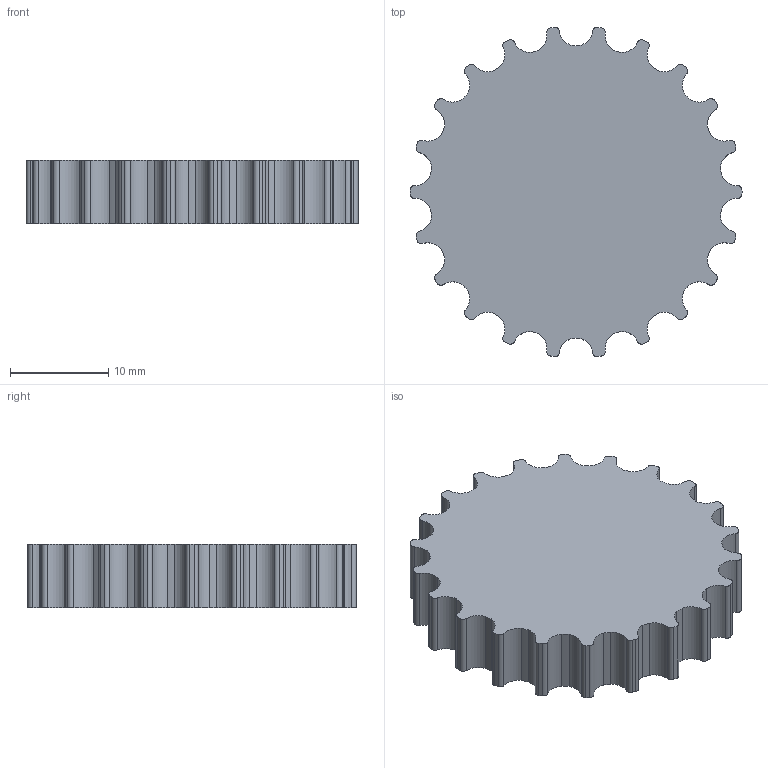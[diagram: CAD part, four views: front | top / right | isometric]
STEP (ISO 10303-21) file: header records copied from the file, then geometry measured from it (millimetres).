
FILE_DESCRIPTION(/* description */ ('STEP AP242','CAx-IF Rec.Pracs.---Representation and Presentation of Product Manufacturing Information (PMI)---4.0---2014-10-13','CAx-IF Rec.Pracs.---3D Tessellated Geometry---0.4---2014-09-14','2;1'),/* implementation_level */ '2;1');
FILE_NAME(/* name */ '634708e28ea07e070f6d57d4',/* time_stamp */ '2022-10-12T18:35:14+00:00',/* author */ (''),/* organization */ (''),/* preprocessor_version */ 'ST-DEVELOPER v18.102',/* originating_system */ ' ',/* authorisation */ ' ');
FILE_SCHEMA (('AP242_MANAGED_MODEL_BASED_3D_ENGINEERING_MIM_LF { 1 0 10303 442 1 1 4 }'));
Length unit declared in the file: metre
Products named in the file (1): Part 1
Bounding box: 33.87 x 33.59 x 6.5 mm (x, y, z)
Volume: 5039 mm3; surface area: 2520.4 mm2
Topology: 1 solids, 1 shells, 134 faces, 396 edges, 264 vertices
Faces by surface type: cylinder 132, plane 2
Entity records: 4666 total; most frequent: DIRECTION 930, CARTESIAN_POINT 795, ORIENTED_EDGE 792, AXIS2_PLACEMENT_3D 399, EDGE_CURVE 396, VERTEX_POINT 264, CIRCLE 264, EDGE_LOOP 134
